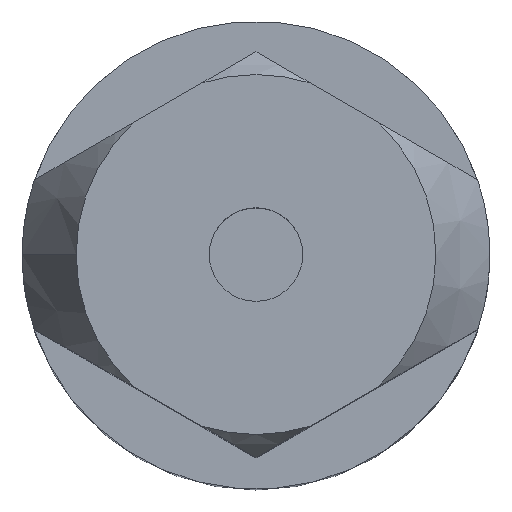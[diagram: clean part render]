
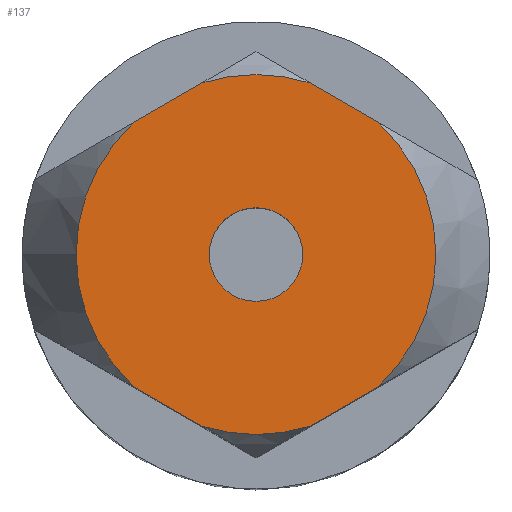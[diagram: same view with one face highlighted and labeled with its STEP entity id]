
A CAD part, top view. The second image highlights one B-rep face of the part: STEP entity #137.
In plain terms, the highlighted planar face has unit normal (0, 0, 1).
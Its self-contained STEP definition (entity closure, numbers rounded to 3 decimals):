
#2 = DIRECTION ( 'NONE',  ( 0.866, -0.5, 0. ) ) ;
#8 = ORIENTED_EDGE ( 'NONE', *, *, #383, .T. ) ;
#10 = LINE ( 'NONE', #125, #495 ) ;
#23 = DIRECTION ( 'NONE',  ( 0.866, 0.5, 0. ) ) ;
#27 = CARTESIAN_POINT ( 'NONE',  ( 0., 0., 49. ) ) ;
#28 = CIRCLE ( 'NONE', #478, 9.613 ) ;
#36 = EDGE_CURVE ( 'NONE', #696, #461, #131, .T. ) ;
#44 = ORIENTED_EDGE ( 'NONE', *, *, #202, .F. ) ;
#51 = DIRECTION ( 'NONE',  ( 1., 0., 0. ) ) ;
#52 = FACE_BOUND ( 'NONE', #179, .T. ) ;
#60 = AXIS2_PLACEMENT_3D ( 'NONE', #225, #710, #232 ) ;
#70 = EDGE_LOOP ( 'NONE', ( #538, #158, #226, #112, #429, #332, #8, #350, #95 ) ) ;
#74 = CARTESIAN_POINT ( 'NONE',  ( 6.494, -7.088, 49. ) ) ;
#95 = ORIENTED_EDGE ( 'NONE', *, *, #772, .T. ) ;
#106 = DIRECTION ( 'NONE',  ( 0., 0., 1. ) ) ;
#112 = ORIENTED_EDGE ( 'NONE', *, *, #457, .T. ) ;
#118 = AXIS2_PLACEMENT_3D ( 'NONE', #421, #663, #604 ) ;
#121 = ORIENTED_EDGE ( 'NONE', *, *, #498, .F. ) ;
#125 = CARTESIAN_POINT ( 'NONE',  ( 11.843, -4., 49. ) ) ;
#129 = EDGE_CURVE ( 'NONE', #786, #696, #537, .T. ) ;
#131 = CIRCLE ( 'NONE', #60, 9.613 ) ;
#137 = ADVANCED_FACE ( 'NONE', ( #52, #654 ), #170, .F. ) ;
#157 = CARTESIAN_POINT ( 'NONE',  ( 0., 0., 49. ) ) ;
#158 = ORIENTED_EDGE ( 'NONE', *, *, #36, .T. ) ;
#169 = DIRECTION ( 'NONE',  ( 0., 0., 1. ) ) ;
#170 = PLANE ( 'NONE',  #118 ) ;
#174 = CARTESIAN_POINT ( 'NONE',  ( 0., 0., 49. ) ) ;
#179 = EDGE_LOOP ( 'NONE', ( #121, #44 ) ) ;
#200 = CARTESIAN_POINT ( 'NONE',  ( 0., 0., 49. ) ) ;
#202 = EDGE_CURVE ( 'NONE', #691, #414, #260, .T. ) ;
#211 = VERTEX_POINT ( 'NONE', #522 ) ;
#216 = EDGE_CURVE ( 'NONE', #272, #642, #310, .T. ) ;
#223 = EDGE_CURVE ( 'NONE', #638, #211, #10, .T. ) ;
#224 = DIRECTION ( 'NONE',  ( 1., 0., 0. ) ) ;
#225 = CARTESIAN_POINT ( 'NONE',  ( 0., 0., 49. ) ) ;
#226 = ORIENTED_EDGE ( 'NONE', *, *, #748, .F. ) ;
#232 = DIRECTION ( 'NONE',  ( 1., 0., 0. ) ) ;
#260 = CIRCLE ( 'NONE', #702, 2.5 ) ;
#270 = CARTESIAN_POINT ( 'NONE',  ( -2.5, 0., 49. ) ) ;
#272 = VERTEX_POINT ( 'NONE', #460 ) ;
#284 = VECTOR ( 'NONE', #785, 1000. ) ;
#298 = CARTESIAN_POINT ( 'NONE',  ( -6.494, 7.088, 49. ) ) ;
#303 = CARTESIAN_POINT ( 'NONE',  ( -11.843, -4., 49. ) ) ;
#310 = LINE ( 'NONE', #303, #665 ) ;
#315 = AXIS2_PLACEMENT_3D ( 'NONE', #200, #337, #516 ) ;
#332 = ORIENTED_EDGE ( 'NONE', *, *, #216, .T. ) ;
#334 = DIRECTION ( 'NONE',  ( 1., 0., 0. ) ) ;
#337 = DIRECTION ( 'NONE',  ( 0., 0., 1. ) ) ;
#350 = ORIENTED_EDGE ( 'NONE', *, *, #223, .F. ) ;
#351 = DIRECTION ( 'NONE',  ( 1., 0., 0. ) ) ;
#375 = AXIS2_PLACEMENT_3D ( 'NONE', #157, #768, #51 ) ;
#383 = EDGE_CURVE ( 'NONE', #642, #211, #763, .T. ) ;
#390 = LINE ( 'NONE', #448, #689 ) ;
#404 = AXIS2_PLACEMENT_3D ( 'NONE', #779, #169, #351 ) ;
#414 = VERTEX_POINT ( 'NONE', #485 ) ;
#421 = CARTESIAN_POINT ( 'NONE',  ( 9.613, 0., 49. ) ) ;
#424 = VERTEX_POINT ( 'NONE', #653 ) ;
#429 = ORIENTED_EDGE ( 'NONE', *, *, #514, .T. ) ;
#448 = CARTESIAN_POINT ( 'NONE',  ( -11.843, 4., 49. ) ) ;
#457 = EDGE_CURVE ( 'NONE', #524, #424, #28, .T. ) ;
#460 = CARTESIAN_POINT ( 'NONE',  ( -6.494, -7.088, 49. ) ) ;
#461 = VERTEX_POINT ( 'NONE', #645 ) ;
#478 = AXIS2_PLACEMENT_3D ( 'NONE', #530, #718, #224 ) ;
#485 = CARTESIAN_POINT ( 'NONE',  ( 2.5, 0., 49. ) ) ;
#495 = VECTOR ( 'NONE', #724, 1000. ) ;
#498 = EDGE_CURVE ( 'NONE', #414, #691, #644, .T. ) ;
#514 = EDGE_CURVE ( 'NONE', #424, #272, #745, .T. ) ;
#516 = DIRECTION ( 'NONE',  ( 1., 0., 0. ) ) ;
#520 = DIRECTION ( 'NONE',  ( 0., 0., 1. ) ) ;
#522 = CARTESIAN_POINT ( 'NONE',  ( 2.891, -9.168, 49. ) ) ;
#524 = VERTEX_POINT ( 'NONE', #298 ) ;
#530 = CARTESIAN_POINT ( 'NONE',  ( 0., 0., 49. ) ) ;
#537 = LINE ( 'NONE', #714, #284 ) ;
#538 = ORIENTED_EDGE ( 'NONE', *, *, #129, .T. ) ;
#581 = CARTESIAN_POINT ( 'NONE',  ( 6.494, 7.088, 49. ) ) ;
#604 = DIRECTION ( 'NONE',  ( -1., 0., 0. ) ) ;
#617 = CARTESIAN_POINT ( 'NONE',  ( -2.891, -9.168, 49. ) ) ;
#635 = CARTESIAN_POINT ( 'NONE',  ( 2.891, 9.168, 49. ) ) ;
#638 = VERTEX_POINT ( 'NONE', #74 ) ;
#642 = VERTEX_POINT ( 'NONE', #617 ) ;
#644 = CIRCLE ( 'NONE', #375, 2.5 ) ;
#645 = CARTESIAN_POINT ( 'NONE',  ( -2.891, 9.168, 49. ) ) ;
#653 = CARTESIAN_POINT ( 'NONE',  ( -9.613, 0., 49. ) ) ;
#654 = FACE_OUTER_BOUND ( 'NONE', #70, .T. ) ;
#663 = DIRECTION ( 'NONE',  ( 0., 0., -1. ) ) ;
#665 = VECTOR ( 'NONE', #2, 1000. ) ;
#668 = CIRCLE ( 'NONE', #315, 9.613 ) ;
#689 = VECTOR ( 'NONE', #23, 1000. ) ;
#691 = VERTEX_POINT ( 'NONE', #270 ) ;
#696 = VERTEX_POINT ( 'NONE', #635 ) ;
#702 = AXIS2_PLACEMENT_3D ( 'NONE', #174, #106, #334 ) ;
#707 = DIRECTION ( 'NONE',  ( 1., 0., 0. ) ) ;
#710 = DIRECTION ( 'NONE',  ( 0., 0., 1. ) ) ;
#714 = CARTESIAN_POINT ( 'NONE',  ( 11.843, 4., 49. ) ) ;
#718 = DIRECTION ( 'NONE',  ( 0., 0., 1. ) ) ;
#724 = DIRECTION ( 'NONE',  ( -0.866, -0.5, 0. ) ) ;
#745 = CIRCLE ( 'NONE', #404, 9.613 ) ;
#748 = EDGE_CURVE ( 'NONE', #524, #461, #390, .T. ) ;
#752 = AXIS2_PLACEMENT_3D ( 'NONE', #27, #520, #707 ) ;
#763 = CIRCLE ( 'NONE', #752, 9.613 ) ;
#768 = DIRECTION ( 'NONE',  ( 0., 0., 1. ) ) ;
#772 = EDGE_CURVE ( 'NONE', #638, #786, #668, .T. ) ;
#779 = CARTESIAN_POINT ( 'NONE',  ( 0., 0., 49. ) ) ;
#785 = DIRECTION ( 'NONE',  ( -0.866, 0.5, 0. ) ) ;
#786 = VERTEX_POINT ( 'NONE', #581 ) ;
